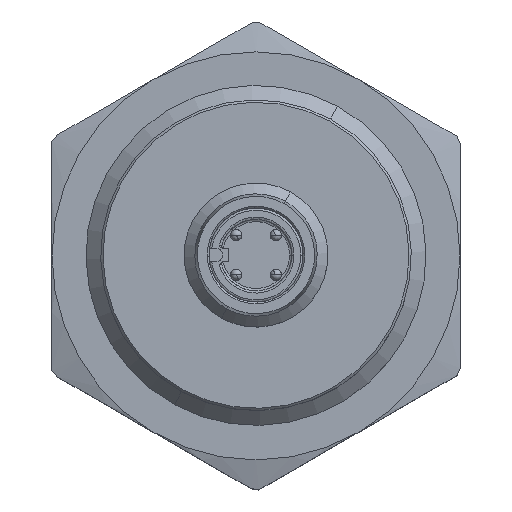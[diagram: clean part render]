
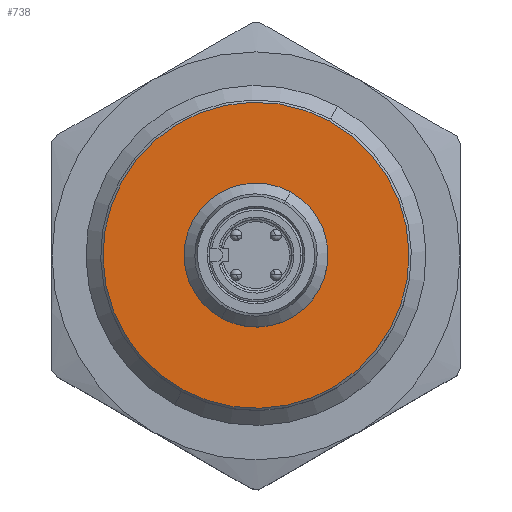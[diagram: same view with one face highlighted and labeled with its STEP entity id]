
A CAD part, top view. The second image highlights one B-rep face of the part: STEP entity #738.
In plain terms, the highlighted planar face has unit normal (0, 0, 1).
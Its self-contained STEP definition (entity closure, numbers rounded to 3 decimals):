
#738=ADVANCED_FACE('PartBody',(#2081,#2082),#2083,.F.);
#2081=FACE_OUTER_BOUND('',#4043,.T.);
#2082=FACE_BOUND('',#4044,.T.);
#2083=PLANE('',#4045);
#4043=EDGE_LOOP('',(#6200,#6201,#6202));
#4044=EDGE_LOOP('',(#6203,#6204));
#4045=AXIS2_PLACEMENT_3D('',#6205,#6206,#6207);
#6200=ORIENTED_EDGE('',*,*,#12099,.F.);
#6201=ORIENTED_EDGE('',*,*,#12100,.F.);
#6202=ORIENTED_EDGE('',*,*,#12004,.F.);
#6203=ORIENTED_EDGE('',*,*,#12038,.T.);
#6204=ORIENTED_EDGE('',*,*,#12033,.T.);
#6205=CARTESIAN_POINT('',(0.0,13.7,60.6));
#6206=DIRECTION('',(0.0,0.0,-1.0));
#6207=DIRECTION('',(0.0,-1.0,0.0));
#12004=EDGE_CURVE('',#14402,#14398,#14404,.T.);
#12033=EDGE_CURVE('',#14447,#14448,#14449,.T.);
#12038=EDGE_CURVE('',#14448,#14447,#14456,.T.);
#12099=EDGE_CURVE('',#14538,#14402,#14539,.T.);
#12100=EDGE_CURVE('',#14398,#14538,#14540,.T.);
#14398=VERTEX_POINT('',#17939);
#14402=VERTEX_POINT('',#17944);
#14404=CIRCLE('',#17947,13.5);
#14447=VERTEX_POINT('',#17998);
#14448=VERTEX_POINT('',#17999);
#14449=CIRCLE('',#18000,3.56);
#14456=CIRCLE('',#18009,3.56);
#14538=VERTEX_POINT('',#18104);
#14539=CIRCLE('',#18105,13.5);
#14540=CIRCLE('',#18106,13.5);
#17939=CARTESIAN_POINT('',(-7.024,11.529,60.6));
#17944=CARTESIAN_POINT('',(-6.472,-11.847,60.6));
#17947=AXIS2_PLACEMENT_3D('',#24408,#24409,#24410);
#17998=CARTESIAN_POINT('',(1.707,3.124,60.6));
#17999=CARTESIAN_POINT('',(-1.707,-3.124,60.6));
#18000=AXIS2_PLACEMENT_3D('',#24455,#24456,#24457);
#18009=AXIS2_PLACEMENT_3D('',#24463,#24464,#24465);
#18104=CARTESIAN_POINT('',(6.472,11.847,60.6));
#18105=AXIS2_PLACEMENT_3D('',#24554,#24555,#24556);
#18106=AXIS2_PLACEMENT_3D('',#24557,#24558,#24559);
#24408=CARTESIAN_POINT('',(0.0,0.0,60.6));
#24409=DIRECTION('',(0.0,0.0,-1.0));
#24410=DIRECTION('',(1.0,0.0,0.0));
#24455=CARTESIAN_POINT('',(0.0,0.0,60.6));
#24456=DIRECTION('',(0.0,0.0,-1.0));
#24457=DIRECTION('',(1.0,0.0,0.0));
#24463=CARTESIAN_POINT('',(0.0,0.0,60.6));
#24464=DIRECTION('',(0.0,0.0,-1.0));
#24465=DIRECTION('',(1.0,0.0,0.0));
#24554=CARTESIAN_POINT('',(0.0,0.0,60.6));
#24555=DIRECTION('',(0.0,0.0,-1.0));
#24556=DIRECTION('',(1.0,0.0,0.0));
#24557=CARTESIAN_POINT('',(0.0,0.0,60.6));
#24558=DIRECTION('',(0.0,0.0,-1.0));
#24559=DIRECTION('',(1.0,0.0,0.0));
